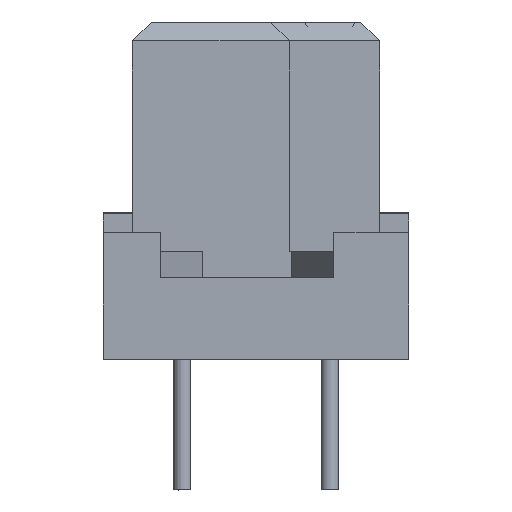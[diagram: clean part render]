
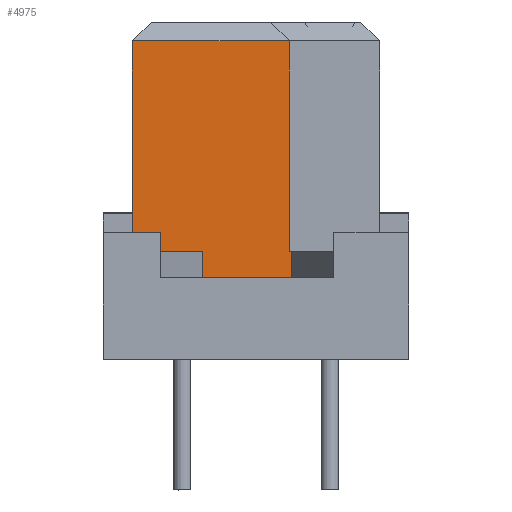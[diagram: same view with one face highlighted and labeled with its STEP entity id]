
A CAD part, front view. The second image highlights one B-rep face of the part: STEP entity #4975.
In plain terms, the highlighted free-form (B-spline) face has degree [1, 1] with [2, 2] control points.
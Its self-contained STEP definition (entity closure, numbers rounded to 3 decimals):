
#4385=CARTESIAN_POINT('',(3.69,-79.33,3.7));
#4386=VERTEX_POINT('',#4385);
#4387=CARTESIAN_POINT('',(3.69,-79.33,10.95));
#4388=VERTEX_POINT('',#4387);
#4389=CARTESIAN_POINT('',(3.69,-79.33,3.7));
#4390=CARTESIAN_POINT('',(3.69,-79.33,10.95));
#4391=QUASI_UNIFORM_CURVE('',1,(#4389,#4390),.UNSPECIFIED.,.F.,.U.);
#4392=EDGE_CURVE('',#4386,#4388,#4391,.T.);
#4481=CARTESIAN_POINT('',(-1.71,-79.33,10.95));
#4482=VERTEX_POINT('',#4481);
#4488=CARTESIAN_POINT('',(-1.71,-79.33,10.95));
#4489=CARTESIAN_POINT('',(3.69,-79.33,10.95));
#4490=B_SPLINE_CURVE_WITH_KNOTS('',1,(#4488,#4489),.UNSPECIFIED.,.F.,.U.,(2,2),(1.088,6.962),.UNSPECIFIED.);
#4491=EDGE_CURVE('',#4482,#4388,#4490,.T.);
#4878=CARTESIAN_POINT('',(-1.71,-79.33,3.7));
#4879=VERTEX_POINT('',#4878);
#4885=CARTESIAN_POINT('',(-1.71,-79.33,3.7));
#4886=CARTESIAN_POINT('',(-1.71,-79.33,10.95));
#4887=QUASI_UNIFORM_CURVE('',1,(#4885,#4886),.UNSPECIFIED.,.F.,.U.);
#4888=EDGE_CURVE('',#4879,#4482,#4887,.T.);
#4899=CARTESIAN_POINT('',(0.708,-79.33,3.7));
#4900=VERTEX_POINT('',#4899);
#4906=CARTESIAN_POINT('',(-1.71,-79.33,3.7));
#4907=CARTESIAN_POINT('',(0.708,-79.33,3.7));
#4908=B_SPLINE_CURVE_WITH_KNOTS('',1,(#4906,#4907),.UNSPECIFIED.,.F.,.U.,(2,2),(0.138,0.472),.UNSPECIFIED.);
#4909=EDGE_CURVE('',#4879,#4900,#4908,.T.);
#4928=CARTESIAN_POINT('',(0.708,-79.33,2.8));
#4929=VERTEX_POINT('',#4928);
#4935=CARTESIAN_POINT('',(0.708,-79.33,3.7));
#4936=CARTESIAN_POINT('',(0.708,-79.33,2.8));
#4937=B_SPLINE_CURVE_WITH_KNOTS('',1,(#4935,#4936),.UNSPECIFIED.,.F.,.U.,(2,2),(0.0,0.581),.UNSPECIFIED.);
#4938=EDGE_CURVE('',#4900,#4929,#4937,.T.);
#4944=CARTESIAN_POINT('',(-2.81,-79.33,11.05));
#4945=CARTESIAN_POINT('',(-2.81,-79.33,2.7));
#4946=CARTESIAN_POINT('',(7.89,-79.33,11.05));
#4947=CARTESIAN_POINT('',(7.89,-79.33,2.7));
#4948=B_SPLINE_SURFACE_WITH_KNOTS('',1,1,((#4944,#4946),(#4945,#4947)),.UNSPECIFIED.,.F.,.F.,.U.,(2,2),(2,2),(0.0,1.0),(0.0,1.281),.UNSPECIFIED.);
#4949=ORIENTED_EDGE('',*,*,#4938,.T.);
#4950=CARTESIAN_POINT('',(3.772,-79.33,2.8));
#4951=VERTEX_POINT('',#4950);
#4952=CARTESIAN_POINT('',(0.708,-79.33,2.8));
#4953=CARTESIAN_POINT('',(3.772,-79.33,2.8));
#4954=B_SPLINE_CURVE_WITH_KNOTS('',1,(#4952,#4953),.UNSPECIFIED.,.F.,.U.,(2,2),(0.0,1.976),.UNSPECIFIED.);
#4955=EDGE_CURVE('',#4929,#4951,#4954,.T.);
#4956=ORIENTED_EDGE('',*,*,#4955,.T.);
#4957=CARTESIAN_POINT('',(3.772,-79.33,3.7));
#4958=VERTEX_POINT('',#4957);
#4959=CARTESIAN_POINT('',(3.772,-79.33,2.8));
#4960=CARTESIAN_POINT('',(3.772,-79.33,3.7));
#4961=B_SPLINE_CURVE_WITH_KNOTS('',1,(#4959,#4960),.UNSPECIFIED.,.F.,.U.,(2,2),(0.0,0.581),.UNSPECIFIED.);
#4962=EDGE_CURVE('',#4951,#4958,#4961,.T.);
#4963=ORIENTED_EDGE('',*,*,#4962,.T.);
#4964=CARTESIAN_POINT('',(3.772,-79.33,3.7));
#4965=CARTESIAN_POINT('',(3.69,-79.33,3.7));
#4966=B_SPLINE_CURVE_WITH_KNOTS('',1,(#4964,#4965),.UNSPECIFIED.,.F.,.U.,(2,2),(0.973,1.0),.UNSPECIFIED.);
#4967=EDGE_CURVE('',#4958,#4386,#4966,.T.);
#4968=ORIENTED_EDGE('',*,*,#4967,.T.);
#4969=ORIENTED_EDGE('',*,*,#4392,.T.);
#4970=ORIENTED_EDGE('',*,*,#4491,.F.);
#4971=ORIENTED_EDGE('',*,*,#4888,.F.);
#4972=ORIENTED_EDGE('',*,*,#4909,.T.);
#4973=EDGE_LOOP('',(#4949,#4956,#4963,#4968,#4969,#4970,#4971,#4972));
#4974=FACE_OUTER_BOUND('',#4973,.T.);
#4975=ADVANCED_FACE('',(#4974),#4948,.T.);
